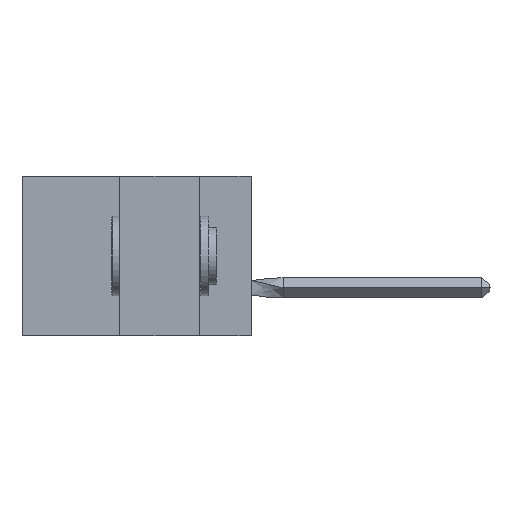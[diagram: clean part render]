
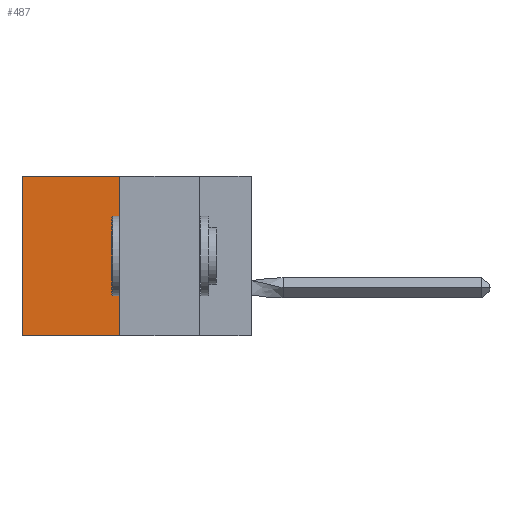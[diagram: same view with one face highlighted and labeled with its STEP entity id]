
A CAD part, left-side view. The second image highlights one B-rep face of the part: STEP entity #487.
In plain terms, the highlighted planar face has unit normal (-1, 0, 0).
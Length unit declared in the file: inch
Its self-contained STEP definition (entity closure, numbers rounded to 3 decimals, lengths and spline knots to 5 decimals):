
#336 = LINE ( 'NONE', #7123, #8552 ) ;
#455 = LINE ( 'NONE', #10902, #4771 ) ;
#487 = ADVANCED_FACE ( 'NONE', ( #2008 ), #7685, .F. ) ;
#1466 = VERTEX_POINT ( 'NONE', #7553 ) ;
#2008 = FACE_OUTER_BOUND ( 'NONE', #15386, .T. ) ;
#2040 = EDGE_CURVE ( 'NONE', #1466, #12009, #3211, .T. ) ;
#2673 = EDGE_CURVE ( 'NONE', #12170, #1466, #336, .T. ) ;
#2800 = CARTESIAN_POINT ( 'NONE',  ( 0.305, 0.72, -0.5 ) ) ;
#2920 = CARTESIAN_POINT ( 'NONE',  ( 0.305, 0.413, -0.5 ) ) ;
#3211 = LINE ( 'NONE', #4225, #8571 ) ;
#4225 = CARTESIAN_POINT ( 'NONE',  ( 0.305, 0.72, -0.5 ) ) ;
#4771 = VECTOR ( 'NONE', #6993, 39.37008 ) ;
#4824 = EDGE_CURVE ( 'NONE', #12170, #5046, #13412, .T. ) ;
#5046 = VERTEX_POINT ( 'NONE', #11489 ) ;
#5507 = DIRECTION ( 'NONE',  ( 0., 0., -1. ) ) ;
#5518 = EDGE_CURVE ( 'NONE', #5046, #12009, #455, .T. ) ;
#5566 = ORIENTED_EDGE ( 'NONE', *, *, #4824, .F. ) ;
#6993 = DIRECTION ( 'NONE',  ( 0., 1., 0. ) ) ;
#7123 = CARTESIAN_POINT ( 'NONE',  ( 0.305, 0.413, 0. ) ) ;
#7553 = CARTESIAN_POINT ( 'NONE',  ( 0.305, 0.72, 0. ) ) ;
#7685 = PLANE ( 'NONE',  #13681 ) ;
#7750 = DIRECTION ( 'NONE',  ( 0., 0., -1. ) ) ;
#7891 = VECTOR ( 'NONE', #13217, 39.37008 ) ;
#8552 = VECTOR ( 'NONE', #8617, 39.37008 ) ;
#8571 = VECTOR ( 'NONE', #5507, 39.37008 ) ;
#8617 = DIRECTION ( 'NONE',  ( 0., 1., 0. ) ) ;
#10373 = DIRECTION ( 'NONE',  ( 1., 0., 0. ) ) ;
#10491 = ORIENTED_EDGE ( 'NONE', *, *, #5518, .F. ) ;
#10749 = ORIENTED_EDGE ( 'NONE', *, *, #2040, .T. ) ;
#10902 = CARTESIAN_POINT ( 'NONE',  ( 0.305, 0.413, -0.5 ) ) ;
#11489 = CARTESIAN_POINT ( 'NONE',  ( 0.305, 0.413, -0.5 ) ) ;
#12009 = VERTEX_POINT ( 'NONE', #2800 ) ;
#12170 = VERTEX_POINT ( 'NONE', #12380 ) ;
#12380 = CARTESIAN_POINT ( 'NONE',  ( 0.305, 0.413, 0. ) ) ;
#13217 = DIRECTION ( 'NONE',  ( 0., 0., -1. ) ) ;
#13412 = LINE ( 'NONE', #2920, #7891 ) ;
#13681 = AXIS2_PLACEMENT_3D ( 'NONE', #16816, #10373, #7750 ) ;
#15246 = ORIENTED_EDGE ( 'NONE', *, *, #2673, .T. ) ;
#15386 = EDGE_LOOP ( 'NONE', ( #10749, #10491, #5566, #15246 ) ) ;
#16816 = CARTESIAN_POINT ( 'NONE',  ( 0.305, 0.413, -0.5 ) ) ;
